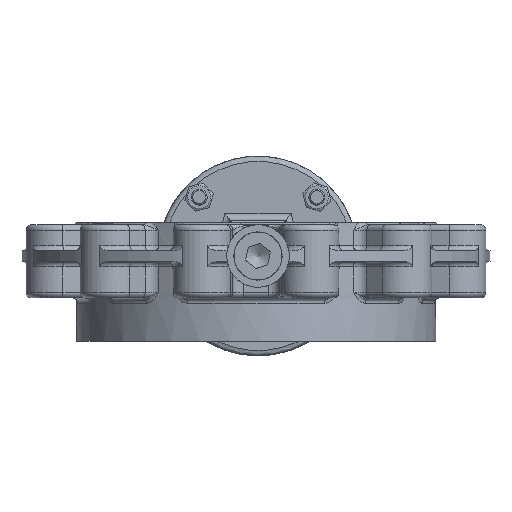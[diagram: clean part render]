
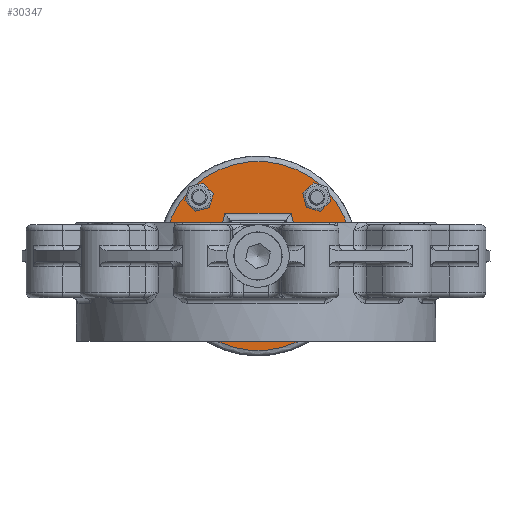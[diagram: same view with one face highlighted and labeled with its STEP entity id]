
A CAD part, front view. The second image highlights one B-rep face of the part: STEP entity #30347.
In plain terms, the highlighted planar face has unit normal (0, -1, 0).
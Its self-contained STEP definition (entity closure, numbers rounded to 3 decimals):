
#1102=LINE('',#44483,#2692);
#1103=LINE('',#44485,#2693);
#1104=LINE('',#44487,#2694);
#1105=LINE('',#44491,#2695);
#1106=LINE('',#44493,#2696);
#1107=LINE('',#44494,#2697);
#2692=VECTOR('',#35900,10.);
#2693=VECTOR('',#35901,10.);
#2694=VECTOR('',#35902,10.);
#2695=VECTOR('',#35905,10.);
#2696=VECTOR('',#35906,10.);
#2697=VECTOR('',#35907,10.);
#4497=PLANE('',#32312);
#5846=FACE_BOUND('',#8294,.T.);
#6356=FACE_OUTER_BOUND('',#8293,.T.);
#8293=EDGE_LOOP('',(#19662,#19663,#19664,#19665,#19666,#19667,#19668,#19669));
#8294=EDGE_LOOP('',(#19670,#19671,#19672,#19673,#19674,#19675,#19676,#19677));
#10672=CIRCLE('',#32304,8.6);
#10673=CIRCLE('',#32313,71.);
#10674=CIRCLE('',#32314,8.6);
#10675=CIRCLE('',#32315,71.);
#10676=CIRCLE('',#32316,8.6);
#10677=CIRCLE('',#32317,71.);
#10678=CIRCLE('',#32318,8.6);
#10679=CIRCLE('',#32319,71.);
#10680=CIRCLE('',#32320,5.053);
#10681=CIRCLE('',#32321,5.053);
#12449=VERTEX_POINT('',#44395);
#12450=VERTEX_POINT('',#44396);
#12464=VERTEX_POINT('',#44466);
#12465=VERTEX_POINT('',#44468);
#12466=VERTEX_POINT('',#44470);
#12467=VERTEX_POINT('',#44472);
#12468=VERTEX_POINT('',#44474);
#12469=VERTEX_POINT('',#44476);
#12470=VERTEX_POINT('',#44479);
#12471=VERTEX_POINT('',#44480);
#12472=VERTEX_POINT('',#44482);
#12473=VERTEX_POINT('',#44484);
#12474=VERTEX_POINT('',#44486);
#12475=VERTEX_POINT('',#44488);
#12476=VERTEX_POINT('',#44490);
#12477=VERTEX_POINT('',#44492);
#15272=EDGE_CURVE('',#12450,#12449,#10672,.T.);
#15285=EDGE_CURVE('',#12464,#12449,#10673,.T.);
#15286=EDGE_CURVE('',#12464,#12465,#10674,.T.);
#15287=EDGE_CURVE('',#12466,#12465,#10675,.T.);
#15288=EDGE_CURVE('',#12466,#12467,#10676,.T.);
#15289=EDGE_CURVE('',#12468,#12467,#10677,.T.);
#15290=EDGE_CURVE('',#12468,#12469,#10678,.T.);
#15291=EDGE_CURVE('',#12450,#12469,#10679,.T.);
#15292=EDGE_CURVE('',#12470,#12471,#10680,.T.);
#15293=EDGE_CURVE('',#12472,#12471,#1102,.T.);
#15294=EDGE_CURVE('',#12473,#12472,#1103,.T.);
#15295=EDGE_CURVE('',#12474,#12473,#1104,.T.);
#15296=EDGE_CURVE('',#12474,#12475,#10681,.T.);
#15297=EDGE_CURVE('',#12476,#12475,#1105,.T.);
#15298=EDGE_CURVE('',#12477,#12476,#1106,.T.);
#15299=EDGE_CURVE('',#12470,#12477,#1107,.T.);
#19662=ORIENTED_EDGE('',*,*,#15272,.T.);
#19663=ORIENTED_EDGE('',*,*,#15285,.F.);
#19664=ORIENTED_EDGE('',*,*,#15286,.T.);
#19665=ORIENTED_EDGE('',*,*,#15287,.F.);
#19666=ORIENTED_EDGE('',*,*,#15288,.T.);
#19667=ORIENTED_EDGE('',*,*,#15289,.F.);
#19668=ORIENTED_EDGE('',*,*,#15290,.T.);
#19669=ORIENTED_EDGE('',*,*,#15291,.F.);
#19670=ORIENTED_EDGE('',*,*,#15292,.T.);
#19671=ORIENTED_EDGE('',*,*,#15293,.F.);
#19672=ORIENTED_EDGE('',*,*,#15294,.F.);
#19673=ORIENTED_EDGE('',*,*,#15295,.F.);
#19674=ORIENTED_EDGE('',*,*,#15296,.T.);
#19675=ORIENTED_EDGE('',*,*,#15297,.F.);
#19676=ORIENTED_EDGE('',*,*,#15298,.F.);
#19677=ORIENTED_EDGE('',*,*,#15299,.F.);
#30347=ADVANCED_FACE('',(#6356,#5846),#4497,.T.);
#32304=AXIS2_PLACEMENT_3D('',#44427,#35860,#35861);
#32312=AXIS2_PLACEMENT_3D('',#44465,#35882,#35883);
#32313=AXIS2_PLACEMENT_3D('',#44467,#35884,#35885);
#32314=AXIS2_PLACEMENT_3D('',#44469,#35886,#35887);
#32315=AXIS2_PLACEMENT_3D('',#44471,#35888,#35889);
#32316=AXIS2_PLACEMENT_3D('',#44473,#35890,#35891);
#32317=AXIS2_PLACEMENT_3D('',#44475,#35892,#35893);
#32318=AXIS2_PLACEMENT_3D('',#44477,#35894,#35895);
#32319=AXIS2_PLACEMENT_3D('',#44478,#35896,#35897);
#32320=AXIS2_PLACEMENT_3D('',#44481,#35898,#35899);
#32321=AXIS2_PLACEMENT_3D('',#44489,#35903,#35904);
#35860=DIRECTION('center_axis',(0.,1.,0.));
#35861=DIRECTION('ref_axis',(-0.96,0.,0.279));
#35882=DIRECTION('center_axis',(0.,-1.,0.));
#35883=DIRECTION('ref_axis',(0.,0.,-1.));
#35884=DIRECTION('center_axis',(0.,1.,0.));
#35885=DIRECTION('ref_axis',(1.,0.,0.));
#35886=DIRECTION('center_axis',(0.,1.,0.));
#35887=DIRECTION('ref_axis',(-0.279,0.,-0.96));
#35888=DIRECTION('center_axis',(0.,1.,0.));
#35889=DIRECTION('ref_axis',(1.,0.,0.));
#35890=DIRECTION('center_axis',(0.,1.,0.));
#35891=DIRECTION('ref_axis',(0.96,0.,-0.279));
#35892=DIRECTION('center_axis',(0.,1.,0.));
#35893=DIRECTION('ref_axis',(1.,0.,0.));
#35894=DIRECTION('center_axis',(0.,1.,0.));
#35895=DIRECTION('ref_axis',(0.279,0.,0.96));
#35896=DIRECTION('center_axis',(0.,1.,0.));
#35897=DIRECTION('ref_axis',(1.,0.,0.));
#35898=DIRECTION('center_axis',(0.,1.,0.));
#35899=DIRECTION('ref_axis',(1.,0.,0.));
#35900=DIRECTION('',(0.251,0.,0.968));
#35901=DIRECTION('',(1.,0.,0.));
#35902=DIRECTION('',(0.251,0.,-0.968));
#35903=DIRECTION('center_axis',(0.,1.,0.));
#35904=DIRECTION('ref_axis',(1.,0.,0.));
#35905=DIRECTION('',(-0.251,0.,-0.968));
#35906=DIRECTION('',(-1.,0.,0.));
#35907=DIRECTION('',(-0.251,0.,0.968));
#44395=CARTESIAN_POINT('',(-47.709,204.,-51.18));
#44396=CARTESIAN_POINT('',(-49.68,204.,-49.209));
#44427=CARTESIAN_POINT('Origin',(-42.694,204.,-44.194));
#44465=CARTESIAN_POINT('Origin',(1.5,204.,0.));
#44466=CARTESIAN_POINT('',(50.709,204.,-51.18));
#44467=CARTESIAN_POINT('Origin',(1.5,204.,0.));
#44468=CARTESIAN_POINT('',(52.68,204.,-49.209));
#44469=CARTESIAN_POINT('Origin',(45.694,204.,-44.194));
#44470=CARTESIAN_POINT('',(52.68,204.,49.209));
#44471=CARTESIAN_POINT('Origin',(1.5,204.,0.));
#44472=CARTESIAN_POINT('',(50.709,204.,51.18));
#44473=CARTESIAN_POINT('Origin',(45.694,204.,44.194));
#44474=CARTESIAN_POINT('',(-47.709,204.,51.18));
#44475=CARTESIAN_POINT('Origin',(1.5,204.,0.));
#44476=CARTESIAN_POINT('',(-49.68,204.,49.209));
#44477=CARTESIAN_POINT('Origin',(-42.694,204.,44.194));
#44478=CARTESIAN_POINT('Origin',(1.5,204.,0.));
#44479=CARTESIAN_POINT('',(34.046,204.,2.387));
#44480=CARTESIAN_POINT('',(34.046,204.,-2.387));
#44481=CARTESIAN_POINT('Origin',(38.5,204.,0.));
#44482=CARTESIAN_POINT('',(26.369,204.,-32.));
#44483=CARTESIAN_POINT('',(33.458,204.,-4.656));
#44484=CARTESIAN_POINT('',(-23.369,204.,-32.));
#44485=CARTESIAN_POINT('',(12.,204.,-32.));
#44486=CARTESIAN_POINT('',(-31.046,204.,-2.387));
#44487=CARTESIAN_POINT('',(-26.958,204.,-18.156));
#44488=CARTESIAN_POINT('',(-31.046,204.,2.387));
#44489=CARTESIAN_POINT('Origin',(-35.5,204.,0.));
#44490=CARTESIAN_POINT('',(-23.369,204.,32.));
#44491=CARTESIAN_POINT('',(-30.458,204.,4.656));
#44492=CARTESIAN_POINT('',(26.369,204.,32.));
#44493=CARTESIAN_POINT('',(-9.,204.,32.));
#44494=CARTESIAN_POINT('',(29.958,204.,18.156));
